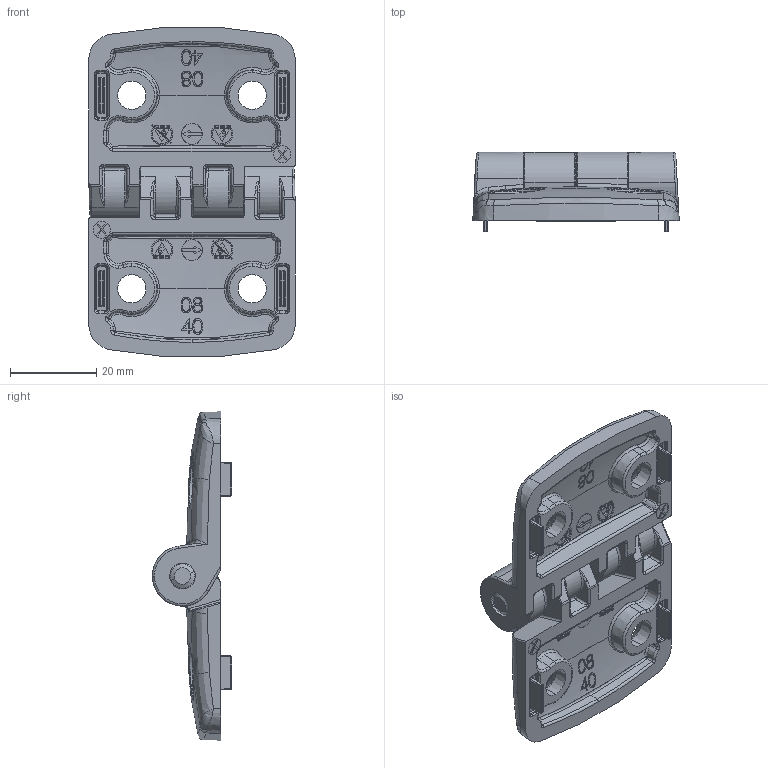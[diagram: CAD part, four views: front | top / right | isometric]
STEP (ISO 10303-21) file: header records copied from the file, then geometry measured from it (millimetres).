
FILE_DESCRIPTION (( 'STEP AP214' ), '1' );
FILE_NAME ('095K4040F08.STEP', '2017-05-29T13:07:03', ( '' ), ( '' ), 'SwSTEP 2.0', 'SolidWorks 2017', '' );
FILE_SCHEMA (( 'AUTOMOTIVE_DESIGN' ));
Length unit declared in the file: millimetre
Products named in the file (3): 095K.02E_095A.02E; 095K40F_095KF40F_a_Tab_095K40F08; 095K4040F08
Assembly tree (3 placements, depth 2):
  095K4040F08
    095K40F_095KF40F_a_Tab_095K40F08  x2
    095K.02E_095A.02E
Bounding box: 48 x 18.4 x 76.59 mm (x, y, z)
Volume: 1301.5 mm3; surface area: 15127.5 mm2
Topology: 1 solids, 5 shells, 1495 faces, 3862 edges, 2371 vertices
Faces by surface type: plane 704, bspline 326, cylinder 239, torus 116, cone 86, sphere 24
Entity records: 34912 total; most frequent: CARTESIAN_POINT 13972, ORIENTED_EDGE 4294, DIRECTION 3400, EDGE_CURVE 2155, VERTEX_POINT 1340, AXIS2_PLACEMENT_3D 1201, VECTOR 998, LINE 998
